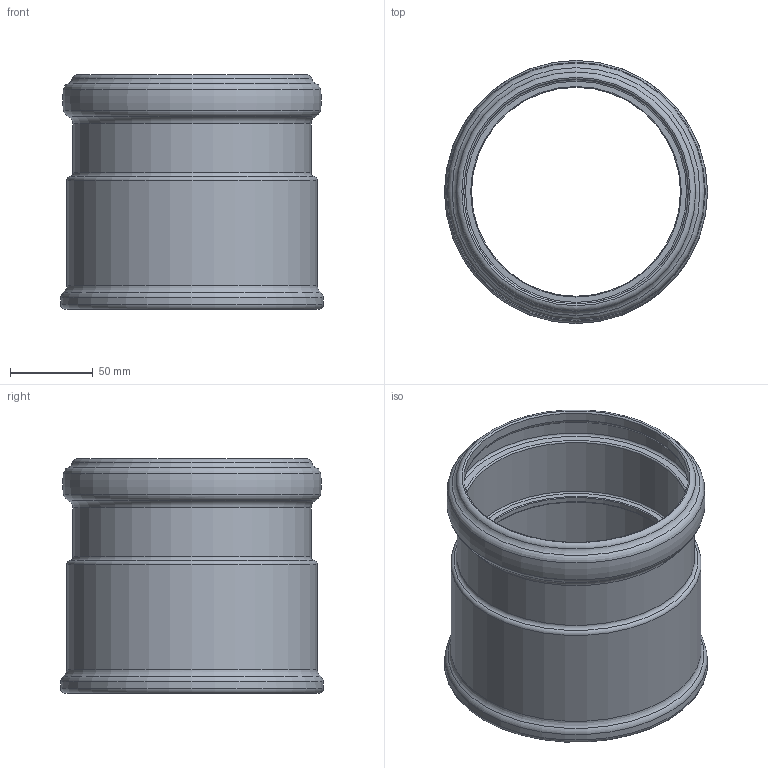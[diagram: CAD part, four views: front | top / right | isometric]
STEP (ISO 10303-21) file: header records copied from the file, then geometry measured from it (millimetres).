
FILE_DESCRIPTION(/* description */ (''),/* implementation_level */ '2;1');
FILE_NAME(/* name */ '336810 SKOLANsafeAM Aufsteckmuffe DN_OD 135.stp',/* time_stamp */ '2018-01-09T14:12:47+01:00',/* author */ ('user1'),/* organization */ (''),/* preprocessor_version */ 'ST-DEVELOPER v16.1',/* originating_system */ 'Autodesk Inventor 2016',/* authorisation */ '');
FILE_SCHEMA (('AUTOMOTIVE_DESIGN { 1 0 10303 214 3 1 1 }'));
Length unit declared in the file: millimetre
Products named in the file (1): 336810 SKOLANsafeAM Aufsteckmuffe DN_OD 135
Bounding box: 158.7 x 158.7 x 141.5 mm (x, y, z)
Volume: 340657 mm3; surface area: 144693 mm2
Topology: 1 solids, 1 shells, 38 faces, 74 edges, 40 vertices
Faces by surface type: torus 24, cylinder 8, plane 4, cone 2
Full cylindrical faces by diameter (mm): 126 x1, 135.4 x1, 135.7 x1, 140.5 x1, 143.6 x1, 147.5 x1, 148.7 x1, 151.1 x1
Entity records: 792 total; most frequent: DIRECTION 154, CARTESIAN_POINT 115, AXIS2_PLACEMENT_3D 77, EDGE_LOOP 76, ORIENTED_EDGE 76, FACE_BOUND 38, FACE_OUTER_BOUND 38, CIRCLE 38
